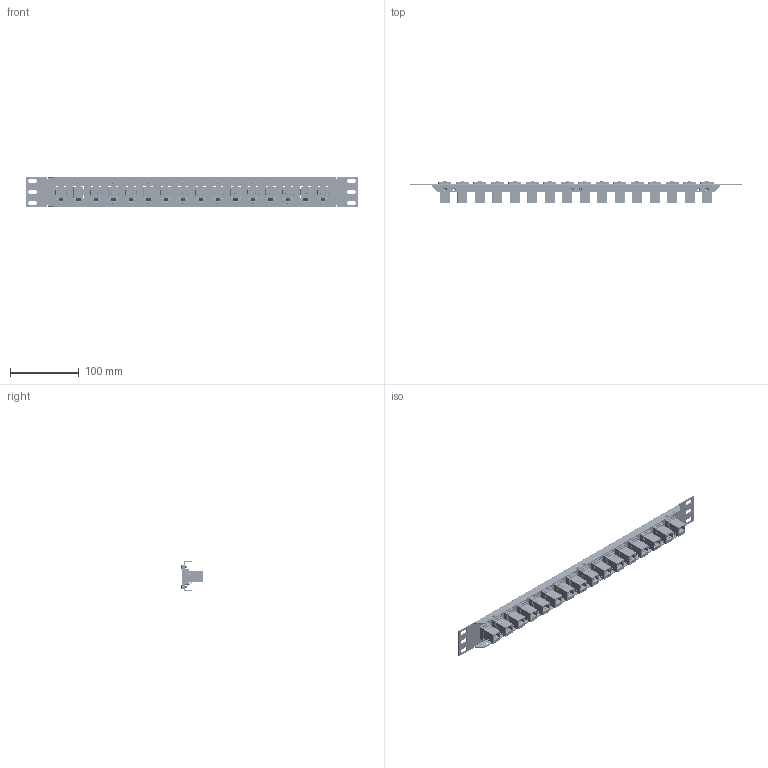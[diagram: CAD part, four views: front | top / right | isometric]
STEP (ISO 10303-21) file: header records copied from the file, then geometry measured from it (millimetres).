
FILE_DESCRIPTION (( 'STEP AP203' ), '1' );
FILE_NAME ('PR175F504B-SC5.STEP', '2014-10-15T19:37:04', ( 'x' ), ( '' ), 'SwSTEP 2.0', 'SolidWorks 2014', '' );
FILE_SCHEMA (( 'CONFIG_CONTROL_DESIGN' ));
Length unit declared in the file: inch
Products named in the file (5): PR175F504B; ECF-SK_with Global Connectivity logo; TDG1026KS-C5E; 91772A106_default; PR175F504B-SC5
Assembly tree (65 placements, depth 2):
  PR175F504B-SC5
    PR175F504B
    ECF-SK_with Global Connectivity logo  x16
    TDG1026KS-C5E  x16
    91772A106_default  x32
Bounding box: 482.6 x 32 x 43.94 mm (x, y, z)
Volume: 140885.7 mm3; surface area: 151049.8 mm2
Topology: 65 solids, 65 shells, 11772 faces, 31901 edges, 20622 vertices
Faces by surface type: plane 5678, bspline 2966, cylinder 1584, cone 1240, sphere 192, torus 112
Entity records: 57336 total; most frequent: CARTESIAN_POINT 24475, ORIENTED_EDGE 6948, DIRECTION 5171, EDGE_CURVE 3474, VECTOR 2291, LINE 2291, VERTEX_POINT 2288, EDGE_LOOP 1522
